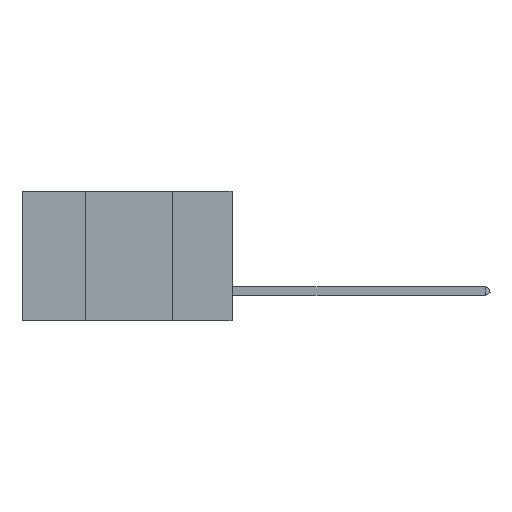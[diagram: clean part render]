
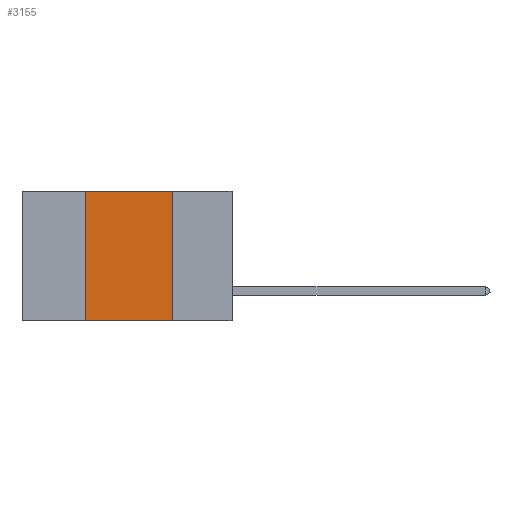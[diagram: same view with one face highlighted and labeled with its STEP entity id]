
A CAD part, left-side view. The second image highlights one B-rep face of the part: STEP entity #3155.
In plain terms, the highlighted planar face has unit normal (-1, 0, 0).
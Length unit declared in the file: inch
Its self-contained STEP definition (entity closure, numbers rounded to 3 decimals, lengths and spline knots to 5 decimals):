
#26 = ORIENTED_EDGE ( 'NONE', *, *, #6765, .F. ) ;
#59 = EDGE_CURVE ( 'NONE', #5341, #617, #456, .T. ) ;
#84 = DIRECTION ( 'NONE',  ( 1., 0., 0. ) ) ;
#317 = DIRECTION ( 'NONE',  ( 0., -1., 0. ) ) ;
#456 = LINE ( 'NONE', #7864, #5400 ) ;
#617 = VERTEX_POINT ( 'NONE', #3115 ) ;
#629 = CARTESIAN_POINT ( 'NONE',  ( 0., 0.42, -0.37 ) ) ;
#643 = DIRECTION ( 'NONE',  ( 0., 0., 1. ) ) ;
#803 = LINE ( 'NONE', #9069, #1341 ) ;
#813 = ORIENTED_EDGE ( 'NONE', *, *, #8395, .F. ) ;
#1029 = CARTESIAN_POINT ( 'NONE',  ( 0., 0.42, 0. ) ) ;
#1341 = VECTOR ( 'NONE', #317, 39.37008 ) ;
#1362 = CARTESIAN_POINT ( 'NONE',  ( 0., 0.42, 0. ) ) ;
#1750 = EDGE_CURVE ( 'NONE', #9264, #617, #2577, .T. ) ;
#2577 = LINE ( 'NONE', #7883, #5637 ) ;
#2632 = DIRECTION ( 'NONE',  ( 0., 0., -1. ) ) ;
#3115 = CARTESIAN_POINT ( 'NONE',  ( 0., 0.17, -0.37 ) ) ;
#3155 = ADVANCED_FACE ( 'NONE', ( #6915 ), #7905, .F. ) ;
#3631 = DIRECTION ( 'NONE',  ( 0., 0., -1. ) ) ;
#4238 = VECTOR ( 'NONE', #643, 39.37008 ) ;
#5230 = CARTESIAN_POINT ( 'NONE',  ( 0., 0.6, 0. ) ) ;
#5341 = VERTEX_POINT ( 'NONE', #629 ) ;
#5400 = VECTOR ( 'NONE', #6928, 39.37008 ) ;
#5637 = VECTOR ( 'NONE', #3631, 39.37008 ) ;
#5749 = EDGE_LOOP ( 'NONE', ( #8964, #26, #813, #10113 ) ) ;
#6386 = CARTESIAN_POINT ( 'NONE',  ( 0., 0.17, 0. ) ) ;
#6676 = LINE ( 'NONE', #1362, #4238 ) ;
#6765 = EDGE_CURVE ( 'NONE', #6778, #9264, #803, .T. ) ;
#6778 = VERTEX_POINT ( 'NONE', #1029 ) ;
#6915 = FACE_OUTER_BOUND ( 'NONE', #5749, .T. ) ;
#6928 = DIRECTION ( 'NONE',  ( 0., -1., 0. ) ) ;
#7864 = CARTESIAN_POINT ( 'NONE',  ( 0., 0.6, -0.37 ) ) ;
#7883 = CARTESIAN_POINT ( 'NONE',  ( 0., 0.17, 0. ) ) ;
#7905 = PLANE ( 'NONE',  #10806 ) ;
#8395 = EDGE_CURVE ( 'NONE', #5341, #6778, #6676, .T. ) ;
#8964 = ORIENTED_EDGE ( 'NONE', *, *, #1750, .F. ) ;
#9069 = CARTESIAN_POINT ( 'NONE',  ( 0., 0.6, 0. ) ) ;
#9264 = VERTEX_POINT ( 'NONE', #6386 ) ;
#10113 = ORIENTED_EDGE ( 'NONE', *, *, #59, .T. ) ;
#10806 = AXIS2_PLACEMENT_3D ( 'NONE', #5230, #84, #2632 ) ;
